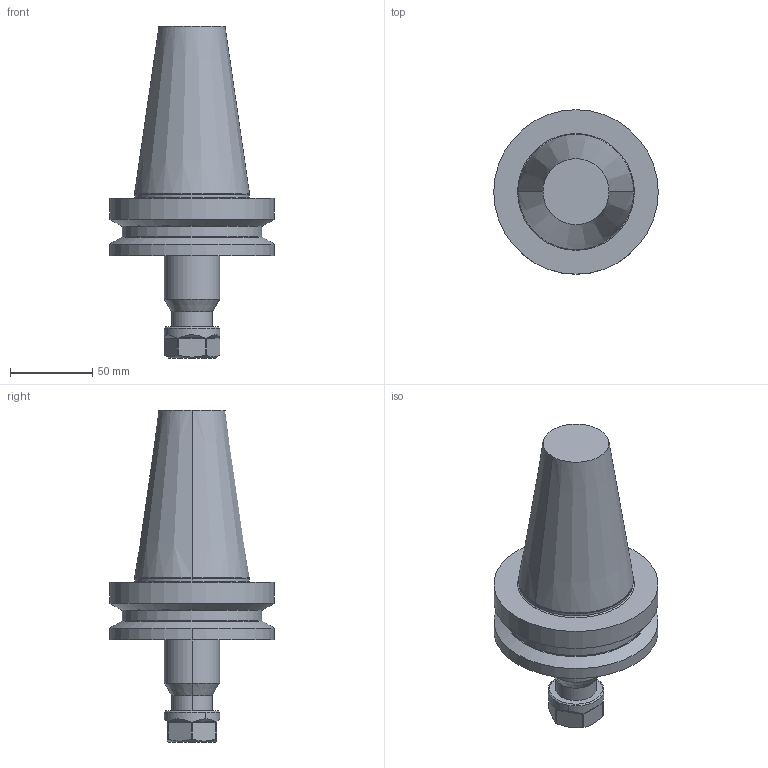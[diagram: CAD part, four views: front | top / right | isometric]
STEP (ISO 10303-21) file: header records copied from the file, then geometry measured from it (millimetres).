
FILE_DESCRIPTION(/* description */ (''),/* implementation_level */ '2;1');
FILE_NAME(/* name */ '1625656963485.stp',/* time_stamp */ '2021-07-07T16:52:54+05:00',/* author */ (''),/* organization */ ('SMS'),/* preprocessor_version */ 'ST-DEVELOPER v16.7',/* originating_system */ 'SIEMENS PLM Software NX 12.0',/* authorisation */ '');
FILE_SCHEMA (('AUTOMOTIVE_DESIGN { 1 0 10303 214 3 1 1 1 }'));
Length unit declared in the file: millimetre
Products named in the file (1): 203608104mod000_00
Bounding box: 99.96 x 99.96 x 201.8 mm (x, y, z)
Volume: 558495.8 mm3; surface area: 51062.6 mm2
Topology: 1 solids, 1 shells, 57 faces, 131 edges, 84 vertices
Faces by surface type: cylinder 20, plane 19, cone 12, torus 6
Full cylindrical faces by diameter (mm): 85 x1, 99.957 x1
Entity records: 1811 total; most frequent: CARTESIAN_POINT 476, DIRECTION 278, ORIENTED_EDGE 262, EDGE_CURVE 131, AXIS2_PLACEMENT_3D 114, VERTEX_POINT 81, EDGE_LOOP 62, ADVANCED_FACE 57
